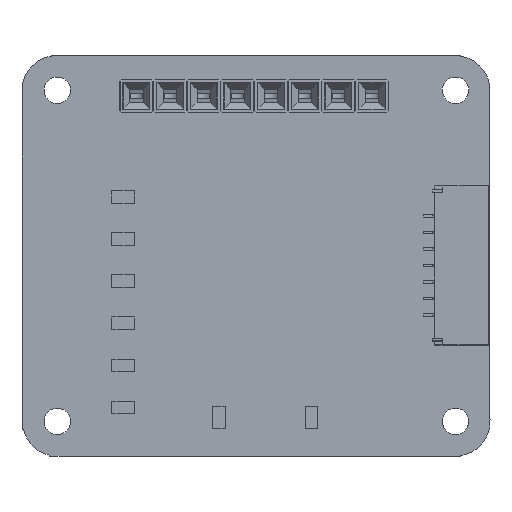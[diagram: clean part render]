
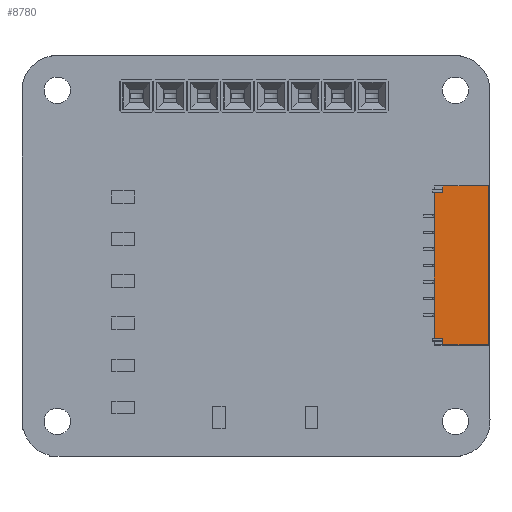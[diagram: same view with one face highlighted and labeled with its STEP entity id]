
A CAD part, top view. The second image highlights one B-rep face of the part: STEP entity #8780.
In plain terms, the highlighted planar face has unit normal (0, 0, 1).
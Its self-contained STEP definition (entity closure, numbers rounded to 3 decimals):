
#7524 = VERTEX_POINT('',#7525);
#7525 = CARTESIAN_POINT('',(0.,5.5,2.15));
#7638 = VERTEX_POINT('',#7639);
#7639 = CARTESIAN_POINT('',(0.,-5.5,2.15));
#7645 = EDGE_CURVE('',#7524,#7638,#7646,.T.);
#7646 = LINE('',#7647,#7648);
#7647 = CARTESIAN_POINT('',(0.,6.,2.15));
#7648 = VECTOR('',#7649,1.);
#7649 = DIRECTION('',(0.,-1.,0.));
#7669 = VERTEX_POINT('',#7670);
#7670 = CARTESIAN_POINT('',(4.1,-6.,2.15));
#7676 = EDGE_CURVE('',#7669,#7677,#7679,.T.);
#7677 = VERTEX_POINT('',#7678);
#7678 = CARTESIAN_POINT('',(0.65,-6.,2.15));
#7679 = LINE('',#7680,#7681);
#7680 = CARTESIAN_POINT('',(4.1,-6.,2.15));
#7681 = VECTOR('',#7682,1.);
#7682 = DIRECTION('',(-1.,0.,0.));
#8740 = VERTEX_POINT('',#8741);
#8741 = CARTESIAN_POINT('',(0.65,6.,2.15));
#8747 = EDGE_CURVE('',#8748,#8740,#8750,.T.);
#8748 = VERTEX_POINT('',#8749);
#8749 = CARTESIAN_POINT('',(4.1,6.,2.15));
#8750 = LINE('',#8751,#8752);
#8751 = CARTESIAN_POINT('',(4.1,6.,2.15));
#8752 = VECTOR('',#8753,1.);
#8753 = DIRECTION('',(-1.,0.,0.));
#8780 = ADVANCED_FACE('',(#8781),#8820,.F.);
#8781 = FACE_BOUND('',#8782,.T.);
#8782 = EDGE_LOOP('',(#8783,#8791,#8797,#8798,#8806,#8812,#8813,#8819));
#8783 = ORIENTED_EDGE('',*,*,#8784,.F.);
#8784 = EDGE_CURVE('',#8785,#8740,#8787,.T.);
#8785 = VERTEX_POINT('',#8786);
#8786 = CARTESIAN_POINT('',(0.65,5.5,2.15));
#8787 = LINE('',#8788,#8789);
#8788 = CARTESIAN_POINT('',(0.65,5.5,2.15));
#8789 = VECTOR('',#8790,1.);
#8790 = DIRECTION('',(0.,1.,0.));
#8791 = ORIENTED_EDGE('',*,*,#8792,.T.);
#8792 = EDGE_CURVE('',#8785,#7524,#8793,.T.);
#8793 = LINE('',#8794,#8795);
#8794 = CARTESIAN_POINT('',(0.65,5.5,2.15));
#8795 = VECTOR('',#8796,1.);
#8796 = DIRECTION('',(-1.,0.,0.));
#8797 = ORIENTED_EDGE('',*,*,#7645,.T.);
#8798 = ORIENTED_EDGE('',*,*,#8799,.F.);
#8799 = EDGE_CURVE('',#8800,#7638,#8802,.T.);
#8800 = VERTEX_POINT('',#8801);
#8801 = CARTESIAN_POINT('',(0.65,-5.5,2.15));
#8802 = LINE('',#8803,#8804);
#8803 = CARTESIAN_POINT('',(0.65,-5.5,2.15));
#8804 = VECTOR('',#8805,1.);
#8805 = DIRECTION('',(-1.,0.,0.));
#8806 = ORIENTED_EDGE('',*,*,#8807,.T.);
#8807 = EDGE_CURVE('',#8800,#7677,#8808,.T.);
#8808 = LINE('',#8809,#8810);
#8809 = CARTESIAN_POINT('',(0.65,-5.5,2.15));
#8810 = VECTOR('',#8811,1.);
#8811 = DIRECTION('',(0.,-1.,0.));
#8812 = ORIENTED_EDGE('',*,*,#7676,.F.);
#8813 = ORIENTED_EDGE('',*,*,#8814,.F.);
#8814 = EDGE_CURVE('',#8748,#7669,#8815,.T.);
#8815 = LINE('',#8816,#8817);
#8816 = CARTESIAN_POINT('',(4.1,6.,2.15));
#8817 = VECTOR('',#8818,1.);
#8818 = DIRECTION('',(0.,-1.,0.));
#8819 = ORIENTED_EDGE('',*,*,#8747,.T.);
#8820 = PLANE('',#8821);
#8821 = AXIS2_PLACEMENT_3D('',#8822,#8823,#8824);
#8822 = CARTESIAN_POINT('',(4.1,6.,2.15));
#8823 = DIRECTION('',(0.,0.,-1.));
#8824 = DIRECTION('',(0.,1.,0.));
